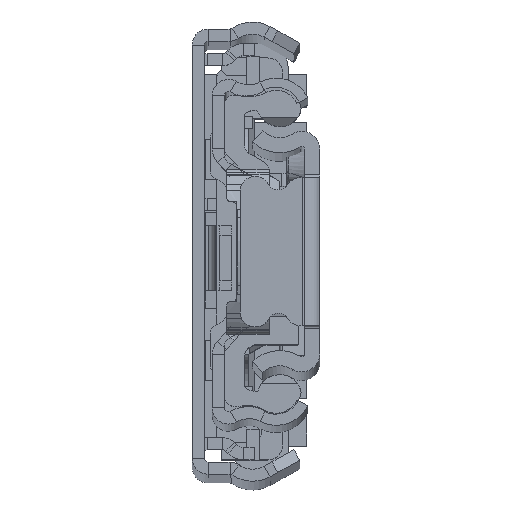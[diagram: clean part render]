
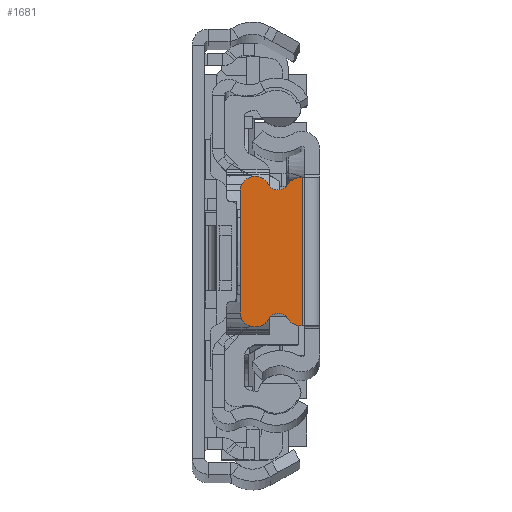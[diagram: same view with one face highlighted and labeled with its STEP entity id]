
A CAD part, top view. The second image highlights one B-rep face of the part: STEP entity #1681.
In plain terms, the highlighted planar face has unit normal (0, 0, 1).
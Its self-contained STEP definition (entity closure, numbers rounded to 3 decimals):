
#408 = ORIENTED_EDGE ( 'NONE', *, *, #21716, .T. ) ;
#1194 = VERTEX_POINT ( 'NONE', #4400 ) ;
#1607 = VERTEX_POINT ( 'NONE', #30406 ) ;
#1645 = ORIENTED_EDGE ( 'NONE', *, *, #30544, .F. ) ;
#1681 = ADVANCED_FACE ( 'NONE', ( #25750 ), #1943, .T. ) ;
#1748 = AXIS2_PLACEMENT_3D ( 'NONE', #31078, #20391, #12960 ) ;
#1768 = CARTESIAN_POINT ( 'NONE',  ( -1.929, -7.37, 0. ) ) ;
#1943 = PLANE ( 'NONE',  #1748 ) ;
#2945 = CARTESIAN_POINT ( 'NONE',  ( -4.142, -7.236, 0. ) ) ;
#3049 = VERTEX_POINT ( 'NONE', #14590 ) ;
#3272 = EDGE_CURVE ( 'NONE', #1194, #27006, #18263, .T. ) ;
#3631 = CIRCLE ( 'NONE', #17405, 1.1 ) ;
#4400 = CARTESIAN_POINT ( 'NONE',  ( -1.75, -7.37, 0. ) ) ;
#4636 = CARTESIAN_POINT ( 'NONE',  ( -1.929, -7.37, 0. ) ) ;
#5853 = CARTESIAN_POINT ( 'NONE',  ( -7.929, 6., 0. ) ) ;
#5868 = EDGE_CURVE ( 'NONE', #21983, #27006, #11873, .T. ) ;
#5980 = AXIS2_PLACEMENT_3D ( 'NONE', #10349, #20705, #7936 ) ;
#6237 = DIRECTION ( 'NONE',  ( 0., 0., 1. ) ) ;
#6579 = DIRECTION ( 'NONE',  ( 1., 0., 0. ) ) ;
#6651 = ORIENTED_EDGE ( 'NONE', *, *, #14229, .T. ) ;
#6837 = DIRECTION ( 'NONE',  ( 0., -1., 0. ) ) ;
#7438 = CARTESIAN_POINT ( 'NONE',  ( -1.929, 7.37, 0. ) ) ;
#7936 = DIRECTION ( 'NONE',  ( -1., 0., 0. ) ) ;
#8128 = ORIENTED_EDGE ( 'NONE', *, *, #5868, .T. ) ;
#8513 = EDGE_CURVE ( 'NONE', #24804, #1194, #24441, .T. ) ;
#9340 = CARTESIAN_POINT ( 'NONE',  ( -5.109, 6.713, 0. ) ) ;
#9504 = CARTESIAN_POINT ( 'NONE',  ( -6.429, -6., 0. ) ) ;
#9665 = CARTESIAN_POINT ( 'NONE',  ( -1.75, 7.37, 0. ) ) ;
#9841 = LINE ( 'NONE', #20369, #27442 ) ;
#10349 = CARTESIAN_POINT ( 'NONE',  ( -1.929, 5.87, 0. ) ) ;
#10540 = CIRCLE ( 'NONE', #16050, 1.5 ) ;
#11866 = VECTOR ( 'NONE', #6837, 1000. ) ;
#11873 = CIRCLE ( 'NONE', #32803, 1.5 ) ;
#12562 = DIRECTION ( 'NONE',  ( 0., 0., 1. ) ) ;
#12678 = CIRCLE ( 'NONE', #13247, 1.1 ) ;
#12865 = CARTESIAN_POINT ( 'NONE',  ( -3.206, -6.658, 0. ) ) ;
#12960 = DIRECTION ( 'NONE',  ( 1., 0., 0. ) ) ;
#12980 = VECTOR ( 'NONE', #30598, 1000. ) ;
#13247 = AXIS2_PLACEMENT_3D ( 'NONE', #21869, #14446, #14609 ) ;
#13768 = AXIS2_PLACEMENT_3D ( 'NONE', #28047, #17677, #31128 ) ;
#13797 = DIRECTION ( 'NONE',  ( 0., 0., -1. ) ) ;
#13911 = VERTEX_POINT ( 'NONE', #5853 ) ;
#14229 = EDGE_CURVE ( 'NONE', #17221, #13911, #29189, .T. ) ;
#14446 = DIRECTION ( 'NONE',  ( 0., 0., -1. ) ) ;
#14590 = CARTESIAN_POINT ( 'NONE',  ( -3.206, 6.658, 0. ) ) ;
#14609 = DIRECTION ( 'NONE',  ( 1., 0., 0. ) ) ;
#14736 = CARTESIAN_POINT ( 'NONE',  ( -7.929, -6., 0. ) ) ;
#16050 = AXIS2_PLACEMENT_3D ( 'NONE', #9504, #6237, #6579 ) ;
#16545 = DIRECTION ( 'NONE',  ( -1., 0., 0. ) ) ;
#16982 = CIRCLE ( 'NONE', #5980, 1.5 ) ;
#17221 = VERTEX_POINT ( 'NONE', #9340 ) ;
#17290 = EDGE_CURVE ( 'NONE', #20732, #1607, #10540, .T. ) ;
#17405 = AXIS2_PLACEMENT_3D ( 'NONE', #2945, #13797, #16545 ) ;
#17677 = DIRECTION ( 'NONE',  ( 0., 0., 1. ) ) ;
#17780 = VECTOR ( 'NONE', #25700, 1000. ) ;
#18263 = LINE ( 'NONE', #4636, #17780 ) ;
#18590 = VERTEX_POINT ( 'NONE', #7438 ) ;
#19454 = ORIENTED_EDGE ( 'NONE', *, *, #17290, .T. ) ;
#19745 = LINE ( 'NONE', #14736, #12980 ) ;
#20040 = EDGE_CURVE ( 'NONE', #18590, #3049, #16982, .T. ) ;
#20369 = CARTESIAN_POINT ( 'NONE',  ( -1.929, 7.37, 0. ) ) ;
#20391 = DIRECTION ( 'NONE',  ( 0., 0., 1. ) ) ;
#20570 = ORIENTED_EDGE ( 'NONE', *, *, #3272, .F. ) ;
#20705 = DIRECTION ( 'NONE',  ( 0., 0., 1. ) ) ;
#20732 = VERTEX_POINT ( 'NONE', #33006 ) ;
#21716 = EDGE_CURVE ( 'NONE', #3049, #17221, #12678, .T. ) ;
#21814 = ORIENTED_EDGE ( 'NONE', *, *, #20040, .T. ) ;
#21869 = CARTESIAN_POINT ( 'NONE',  ( -4.142, 7.236, 0. ) ) ;
#21983 = VERTEX_POINT ( 'NONE', #12865 ) ;
#24441 = LINE ( 'NONE', #32707, #11866 ) ;
#24804 = VERTEX_POINT ( 'NONE', #9665 ) ;
#25522 = CARTESIAN_POINT ( 'NONE',  ( -1.929, -5.87, 0. ) ) ;
#25700 = DIRECTION ( 'NONE',  ( -1., 0., 0. ) ) ;
#25750 = FACE_OUTER_BOUND ( 'NONE', #30882, .T. ) ;
#26466 = ORIENTED_EDGE ( 'NONE', *, *, #26629, .T. ) ;
#26629 = EDGE_CURVE ( 'NONE', #13911, #20732, #19745, .T. ) ;
#27006 = VERTEX_POINT ( 'NONE', #1768 ) ;
#27241 = EDGE_CURVE ( 'NONE', #1607, #21983, #3631, .T. ) ;
#27442 = VECTOR ( 'NONE', #27804, 1000. ) ;
#27804 = DIRECTION ( 'NONE',  ( 1., 0., 0. ) ) ;
#28047 = CARTESIAN_POINT ( 'NONE',  ( -6.429, 6., 0. ) ) ;
#28674 = ORIENTED_EDGE ( 'NONE', *, *, #8513, .F. ) ;
#28790 = DIRECTION ( 'NONE',  ( 1., 0., 0. ) ) ;
#29189 = CIRCLE ( 'NONE', #13768, 1.5 ) ;
#29514 = ORIENTED_EDGE ( 'NONE', *, *, #27241, .T. ) ;
#30406 = CARTESIAN_POINT ( 'NONE',  ( -5.109, -6.713, 0. ) ) ;
#30544 = EDGE_CURVE ( 'NONE', #18590, #24804, #9841, .T. ) ;
#30598 = DIRECTION ( 'NONE',  ( 0., -1., 0. ) ) ;
#30882 = EDGE_LOOP ( 'NONE', ( #28674, #1645, #21814, #408, #6651, #26466, #19454, #29514, #8128, #20570 ) ) ;
#31078 = CARTESIAN_POINT ( 'NONE',  ( 492.771, 0., 0. ) ) ;
#31128 = DIRECTION ( 'NONE',  ( -1., 0., 0. ) ) ;
#32707 = CARTESIAN_POINT ( 'NONE',  ( -1.75, 0., 0. ) ) ;
#32803 = AXIS2_PLACEMENT_3D ( 'NONE', #25522, #12562, #28790 ) ;
#33006 = CARTESIAN_POINT ( 'NONE',  ( -7.929, -6., 0. ) ) ;
